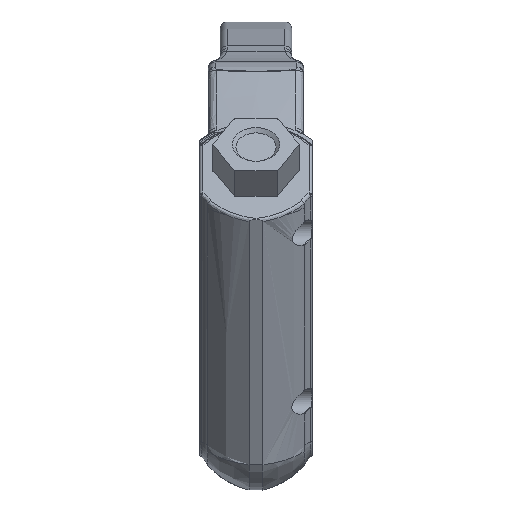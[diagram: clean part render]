
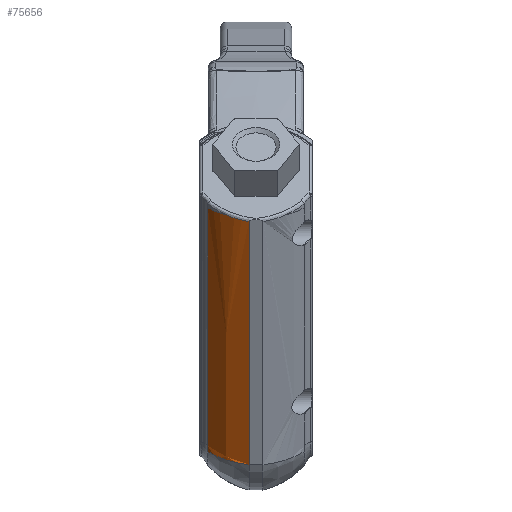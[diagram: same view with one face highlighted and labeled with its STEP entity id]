
A CAD part, top view. The second image highlights one B-rep face of the part: STEP entity #75656.
In plain terms, the highlighted free-form (B-spline) face has degree [3, 3] with [4, 6] control points.
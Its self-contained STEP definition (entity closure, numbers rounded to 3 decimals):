
#278=(
BOUNDED_SURFACE()
B_SPLINE_SURFACE(3,3,((#130668,#130669,#130670,#130671,#130672,#130673),
(#130674,#130675,#130676,#130677,#130678,#130679),(#130680,#130681,#130682,
#130683,#130684,#130685),(#130686,#130687,#130688,#130689,#130690,#130691)),
 .SURF_OF_LINEAR_EXTRUSION.,.F.,.F.,.F.)
B_SPLINE_SURFACE_WITH_KNOTS((4,4),(4,2,4),(0.048,0.873),
(-0.002,0.,0.816),.UNSPECIFIED.)
GEOMETRIC_REPRESENTATION_ITEM()
RATIONAL_B_SPLINE_SURFACE(((0.99,0.99,0.99,
0.99,0.99,0.99),(0.933,
0.933,0.933,0.933,0.933,
0.933),(0.928,0.928,0.928,0.928,
0.928,0.928),(0.975,0.975,0.975,
0.975,0.975,0.975)))
REPRESENTATION_ITEM('')
SURFACE()
);
#3836=B_SPLINE_CURVE_WITH_KNOTS('',3,(#129288,#129289,#129290,#129291,#129292),
 .UNSPECIFIED.,.F.,.F.,(4,1,4),(0.002,0.009,
0.016),.UNSPECIFIED.);
#3838=B_SPLINE_CURVE_WITH_KNOTS('',3,(#129300,#129301,#129302,#129303),
 .UNSPECIFIED.,.F.,.F.,(4,4),(0.,0.002),
 .UNSPECIFIED.);
#3882=B_SPLINE_CURVE_WITH_KNOTS('',3,(#130531,#130532,#130533,#130534),
 .UNSPECIFIED.,.F.,.F.,(4,4),(0.,0.079),.UNSPECIFIED.);
#3895=B_SPLINE_CURVE_WITH_KNOTS('',3,(#130692,#130693,#130694,#130695),
 .UNSPECIFIED.,.F.,.F.,(4,4),(0.,1.),.UNSPECIFIED.);
#4293=ELLIPSE('',#79197,18.5,14.545);
#7639=LINE('',#130667,#11356);
#11356=VECTOR('',#89392,1000.);
#25480=ORIENTED_EDGE('',*,*,#34677,.T.);
#25481=ORIENTED_EDGE('',*,*,#34678,.T.);
#25482=ORIENTED_EDGE('',*,*,#34679,.F.);
#25483=ORIENTED_EDGE('',*,*,#34651,.T.);
#25484=ORIENTED_EDGE('',*,*,#34295,.T.);
#25485=ORIENTED_EDGE('',*,*,#34293,.F.);
#34293=EDGE_CURVE('',#40071,#40072,#3836,.T.);
#34295=EDGE_CURVE('',#40073,#40072,#3838,.T.);
#34651=EDGE_CURVE('',#40279,#40073,#3882,.T.);
#34677=EDGE_CURVE('',#40071,#40293,#7639,.T.);
#34678=EDGE_CURVE('',#40293,#40294,#3895,.T.);
#34679=EDGE_CURVE('',#40279,#40294,#4293,.F.);
#40071=VERTEX_POINT('',#129143);
#40072=VERTEX_POINT('',#129293);
#40073=VERTEX_POINT('',#129304);
#40279=VERTEX_POINT('',#130535);
#40293=VERTEX_POINT('',#130666);
#40294=VERTEX_POINT('',#130696);
#45057=EDGE_LOOP('',(#25480,#25481,#25482,#25483,#25484,#25485));
#48618=FACE_BOUND('',#45057,.T.);
#75656=ADVANCED_FACE('',(#48618),#278,.T.);
#79197=AXIS2_PLACEMENT_3D('',#130697,#89393,#89394);
#89392=DIRECTION('',(0.,0.884,0.468));
#89393=DIRECTION('',(0.,-0.884,-0.468));
#89394=DIRECTION('',(-0.812,0.273,-0.516));
#129143=CARTESIAN_POINT('',(-2.053,-33.865,17.705));
#129288=CARTESIAN_POINT('',(-2.053,-33.865,17.705));
#129289=CARTESIAN_POINT('',(-4.386,-33.599,17.273));
#129290=CARTESIAN_POINT('',(-8.883,-32.635,15.714));
#129291=CARTESIAN_POINT('',(-12.613,-30.996,13.105));
#129292=CARTESIAN_POINT('',(-14.205,-30.017,11.588));
#129293=CARTESIAN_POINT('',(-14.205,-30.017,11.588));
#129300=CARTESIAN_POINT('',(-14.298,-28.212,12.425));
#129301=CARTESIAN_POINT('',(-14.299,-28.8,12.112));
#129302=CARTESIAN_POINT('',(-14.257,-29.406,11.845));
#129303=CARTESIAN_POINT('',(-14.205,-30.017,11.588));
#129304=CARTESIAN_POINT('',(-14.298,-28.212,12.425));
#130531=CARTESIAN_POINT('',(-14.199,41.634,49.529));
#130532=CARTESIAN_POINT('',(-14.227,18.349,37.167));
#130533=CARTESIAN_POINT('',(-14.259,-4.933,24.799));
#130534=CARTESIAN_POINT('',(-14.298,-28.212,12.425));
#130535=CARTESIAN_POINT('',(-14.199,41.634,49.529));
#130666=CARTESIAN_POINT('',(-2.053,37.606,55.544));
#130667=CARTESIAN_POINT('',(-2.053,2.112,36.752));
#130668=CARTESIAN_POINT('',(-14.353,-30.591,11.093));
#130669=CARTESIAN_POINT('',(-14.353,-30.532,11.124));
#130670=CARTESIAN_POINT('',(-14.353,-30.473,11.155));
#130671=CARTESIAN_POINT('',(-14.353,-6.371,23.916));
#130672=CARTESIAN_POINT('',(-14.353,17.673,36.645));
#130673=CARTESIAN_POINT('',(-14.353,41.716,49.374));
#130674=CARTESIAN_POINT('',(-11.103,-32.345,14.406));
#130675=CARTESIAN_POINT('',(-11.103,-32.286,14.437));
#130676=CARTESIAN_POINT('',(-11.103,-32.227,14.468));
#130677=CARTESIAN_POINT('',(-11.103,-8.125,27.229));
#130678=CARTESIAN_POINT('',(-11.103,15.919,39.958));
#130679=CARTESIAN_POINT('',(-11.103,39.962,52.687));
#130680=CARTESIAN_POINT('',(-6.78,-33.562,16.705));
#130681=CARTESIAN_POINT('',(-6.78,-33.503,16.736));
#130682=CARTESIAN_POINT('',(-6.78,-33.444,16.767));
#130683=CARTESIAN_POINT('',(-6.78,-9.342,29.528));
#130684=CARTESIAN_POINT('',(-6.78,14.701,42.257));
#130685=CARTESIAN_POINT('',(-6.78,38.745,54.986));
#130686=CARTESIAN_POINT('',(-2.053,-34.042,17.611));
#130687=CARTESIAN_POINT('',(-2.053,-33.983,17.642));
#130688=CARTESIAN_POINT('',(-2.053,-33.924,17.674));
#130689=CARTESIAN_POINT('',(-2.053,-9.822,30.434));
#130690=CARTESIAN_POINT('',(-2.053,14.222,43.163));
#130691=CARTESIAN_POINT('',(-2.053,38.265,55.893));
#130692=CARTESIAN_POINT('',(-2.053,37.606,55.544));
#130693=CARTESIAN_POINT('',(-4.347,37.968,55.172));
#130694=CARTESIAN_POINT('',(-6.521,38.608,54.515));
#130695=CARTESIAN_POINT('',(-8.507,39.452,53.65));
#130696=CARTESIAN_POINT('',(-8.507,39.452,53.65));
#130697=CARTESIAN_POINT('',(-1.886,45.546,42.14));
